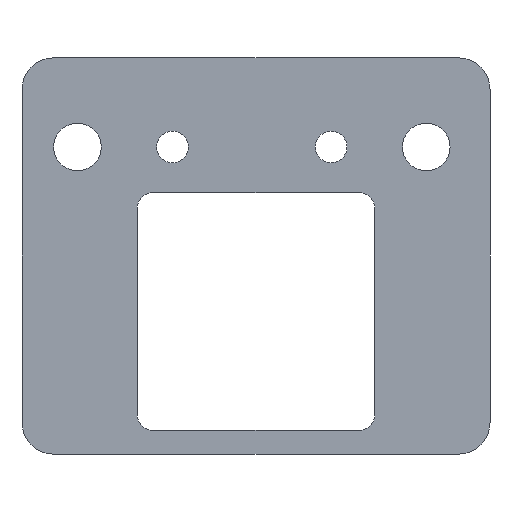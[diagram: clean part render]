
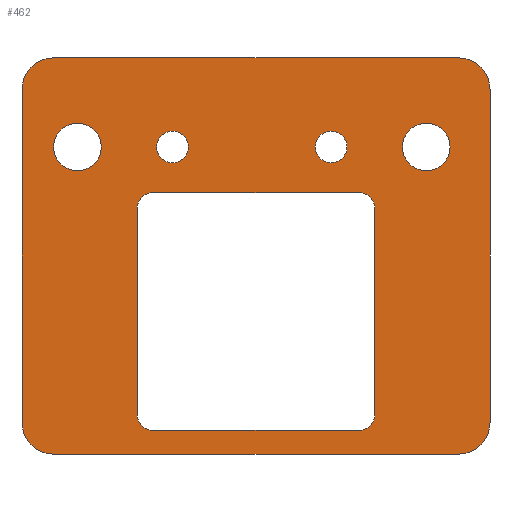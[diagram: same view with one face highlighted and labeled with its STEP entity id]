
A CAD part, front view. The second image highlights one B-rep face of the part: STEP entity #462.
In plain terms, the highlighted planar face has unit normal (0, -1, 0).
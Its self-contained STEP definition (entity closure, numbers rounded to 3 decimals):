
#20=FACE_BOUND('',#68,.T.);
#21=FACE_BOUND('',#69,.T.);
#22=FACE_BOUND('',#70,.T.);
#23=FACE_BOUND('',#71,.T.);
#24=FACE_BOUND('',#72,.T.);
#26=PLANE('',#528);
#40=FACE_OUTER_BOUND('',#67,.T.);
#67=EDGE_LOOP('',(#357,#358,#359,#360,#361,#362,#363,#364));
#68=EDGE_LOOP('',(#365,#366,#367,#368,#369,#370,#371,#372));
#69=EDGE_LOOP('',(#373,#374));
#70=EDGE_LOOP('',(#375,#376));
#71=EDGE_LOOP('',(#377,#378));
#72=EDGE_LOOP('',(#379,#380));
#101=LINE('',#776,#137);
#102=LINE('',#780,#138);
#103=LINE('',#784,#139);
#104=LINE('',#788,#140);
#105=LINE('',#792,#141);
#106=LINE('',#796,#142);
#107=LINE('',#800,#143);
#108=LINE('',#804,#144);
#137=VECTOR('',#627,1000.);
#138=VECTOR('',#630,1000.);
#139=VECTOR('',#633,1000.);
#140=VECTOR('',#636,1000.);
#141=VECTOR('',#639,1000.);
#142=VECTOR('',#642,1000.);
#143=VECTOR('',#645,1000.);
#144=VECTOR('',#648,1000.);
#161=CIRCLE('',#500,1.5);
#162=CIRCLE('',#501,1.5);
#165=CIRCLE('',#505,1.5);
#166=CIRCLE('',#506,1.5);
#170=CIRCLE('',#511,1.);
#171=CIRCLE('',#512,1.);
#174=CIRCLE('',#516,1.);
#175=CIRCLE('',#517,1.);
#185=CIRCLE('',#529,2.);
#186=CIRCLE('',#530,2.);
#187=CIRCLE('',#531,2.);
#188=CIRCLE('',#532,2.);
#189=CIRCLE('',#533,1.);
#190=CIRCLE('',#534,1.);
#191=CIRCLE('',#535,1.);
#192=CIRCLE('',#536,1.);
#193=VERTEX_POINT('',#701);
#194=VERTEX_POINT('',#702);
#197=VERTEX_POINT('',#711);
#198=VERTEX_POINT('',#712);
#203=VERTEX_POINT('',#724);
#204=VERTEX_POINT('',#726);
#207=VERTEX_POINT('',#734);
#208=VERTEX_POINT('',#736);
#225=VERTEX_POINT('',#774);
#226=VERTEX_POINT('',#775);
#227=VERTEX_POINT('',#777);
#228=VERTEX_POINT('',#779);
#229=VERTEX_POINT('',#781);
#230=VERTEX_POINT('',#783);
#231=VERTEX_POINT('',#785);
#232=VERTEX_POINT('',#787);
#233=VERTEX_POINT('',#790);
#234=VERTEX_POINT('',#791);
#235=VERTEX_POINT('',#793);
#236=VERTEX_POINT('',#795);
#237=VERTEX_POINT('',#797);
#238=VERTEX_POINT('',#799);
#239=VERTEX_POINT('',#801);
#240=VERTEX_POINT('',#803);
#241=EDGE_CURVE('',#193,#194,#161,.T.);
#242=EDGE_CURVE('',#194,#193,#162,.T.);
#246=EDGE_CURVE('',#197,#198,#165,.T.);
#247=EDGE_CURVE('',#198,#197,#166,.T.);
#253=EDGE_CURVE('',#204,#203,#170,.T.);
#254=EDGE_CURVE('',#203,#204,#171,.T.);
#258=EDGE_CURVE('',#208,#207,#174,.T.);
#259=EDGE_CURVE('',#207,#208,#175,.T.);
#277=EDGE_CURVE('',#225,#226,#101,.T.);
#278=EDGE_CURVE('',#225,#227,#185,.T.);
#279=EDGE_CURVE('',#228,#227,#102,.T.);
#280=EDGE_CURVE('',#228,#229,#186,.T.);
#281=EDGE_CURVE('',#230,#229,#103,.T.);
#282=EDGE_CURVE('',#230,#231,#187,.T.);
#283=EDGE_CURVE('',#232,#231,#104,.T.);
#284=EDGE_CURVE('',#232,#226,#188,.T.);
#285=EDGE_CURVE('',#233,#234,#105,.T.);
#286=EDGE_CURVE('',#233,#235,#189,.T.);
#287=EDGE_CURVE('',#236,#235,#106,.T.);
#288=EDGE_CURVE('',#236,#237,#190,.T.);
#289=EDGE_CURVE('',#238,#237,#107,.T.);
#290=EDGE_CURVE('',#238,#239,#191,.T.);
#291=EDGE_CURVE('',#240,#239,#108,.T.);
#292=EDGE_CURVE('',#240,#234,#192,.T.);
#357=ORIENTED_EDGE('',*,*,#277,.F.);
#358=ORIENTED_EDGE('',*,*,#278,.T.);
#359=ORIENTED_EDGE('',*,*,#279,.F.);
#360=ORIENTED_EDGE('',*,*,#280,.T.);
#361=ORIENTED_EDGE('',*,*,#281,.F.);
#362=ORIENTED_EDGE('',*,*,#282,.T.);
#363=ORIENTED_EDGE('',*,*,#283,.F.);
#364=ORIENTED_EDGE('',*,*,#284,.T.);
#365=ORIENTED_EDGE('',*,*,#285,.F.);
#366=ORIENTED_EDGE('',*,*,#286,.T.);
#367=ORIENTED_EDGE('',*,*,#287,.F.);
#368=ORIENTED_EDGE('',*,*,#288,.T.);
#369=ORIENTED_EDGE('',*,*,#289,.F.);
#370=ORIENTED_EDGE('',*,*,#290,.T.);
#371=ORIENTED_EDGE('',*,*,#291,.F.);
#372=ORIENTED_EDGE('',*,*,#292,.T.);
#373=ORIENTED_EDGE('',*,*,#258,.T.);
#374=ORIENTED_EDGE('',*,*,#259,.T.);
#375=ORIENTED_EDGE('',*,*,#253,.T.);
#376=ORIENTED_EDGE('',*,*,#254,.T.);
#377=ORIENTED_EDGE('',*,*,#241,.T.);
#378=ORIENTED_EDGE('',*,*,#242,.T.);
#379=ORIENTED_EDGE('',*,*,#246,.T.);
#380=ORIENTED_EDGE('',*,*,#247,.T.);
#462=ADVANCED_FACE('',(#40,#20,#21,#22,#23,#24),#26,.T.);
#500=AXIS2_PLACEMENT_3D('',#703,#557,#558);
#501=AXIS2_PLACEMENT_3D('',#704,#559,#560);
#505=AXIS2_PLACEMENT_3D('',#713,#568,#569);
#506=AXIS2_PLACEMENT_3D('',#714,#570,#571);
#511=AXIS2_PLACEMENT_3D('',#727,#582,#583);
#512=AXIS2_PLACEMENT_3D('',#728,#584,#585);
#516=AXIS2_PLACEMENT_3D('',#737,#593,#594);
#517=AXIS2_PLACEMENT_3D('',#738,#595,#596);
#528=AXIS2_PLACEMENT_3D('',#773,#625,#626);
#529=AXIS2_PLACEMENT_3D('',#778,#628,#629);
#530=AXIS2_PLACEMENT_3D('',#782,#631,#632);
#531=AXIS2_PLACEMENT_3D('',#786,#634,#635);
#532=AXIS2_PLACEMENT_3D('',#789,#637,#638);
#533=AXIS2_PLACEMENT_3D('',#794,#640,#641);
#534=AXIS2_PLACEMENT_3D('',#798,#643,#644);
#535=AXIS2_PLACEMENT_3D('',#802,#646,#647);
#536=AXIS2_PLACEMENT_3D('',#805,#649,#650);
#557=DIRECTION('center_axis',(0.,1.,0.));
#558=DIRECTION('ref_axis',(0.,0.,1.));
#559=DIRECTION('center_axis',(0.,1.,0.));
#560=DIRECTION('ref_axis',(0.,0.,1.));
#568=DIRECTION('center_axis',(0.,1.,0.));
#569=DIRECTION('ref_axis',(0.,0.,1.));
#570=DIRECTION('center_axis',(0.,1.,0.));
#571=DIRECTION('ref_axis',(0.,0.,1.));
#582=DIRECTION('center_axis',(0.,1.,0.));
#583=DIRECTION('ref_axis',(0.,0.,1.));
#584=DIRECTION('center_axis',(0.,1.,0.));
#585=DIRECTION('ref_axis',(0.,0.,1.));
#593=DIRECTION('center_axis',(0.,1.,0.));
#594=DIRECTION('ref_axis',(0.,0.,1.));
#595=DIRECTION('center_axis',(0.,1.,0.));
#596=DIRECTION('ref_axis',(0.,0.,1.));
#625=DIRECTION('center_axis',(0.,-1.,0.));
#626=DIRECTION('ref_axis',(0.,0.,-1.));
#627=DIRECTION('',(-1.,0.,0.));
#628=DIRECTION('center_axis',(0.,-1.,0.));
#629=DIRECTION('ref_axis',(0.,0.,-1.));
#630=DIRECTION('',(0.,0.,-1.));
#631=DIRECTION('center_axis',(0.,-1.,0.));
#632=DIRECTION('ref_axis',(0.,0.,-1.));
#633=DIRECTION('',(1.,0.,0.));
#634=DIRECTION('center_axis',(0.,-1.,0.));
#635=DIRECTION('ref_axis',(0.,0.,-1.));
#636=DIRECTION('',(0.,0.,1.));
#637=DIRECTION('center_axis',(0.,-1.,0.));
#638=DIRECTION('ref_axis',(0.,0.,-1.));
#639=DIRECTION('',(0.,0.,1.));
#640=DIRECTION('center_axis',(0.,1.,0.));
#641=DIRECTION('ref_axis',(0.,0.,-1.));
#642=DIRECTION('',(1.,0.,0.));
#643=DIRECTION('center_axis',(0.,1.,0.));
#644=DIRECTION('ref_axis',(0.,0.,-1.));
#645=DIRECTION('',(0.,0.,-1.));
#646=DIRECTION('center_axis',(0.,1.,0.));
#647=DIRECTION('ref_axis',(0.,0.,-1.));
#648=DIRECTION('',(-1.,0.,0.));
#649=DIRECTION('center_axis',(0.,1.,0.));
#650=DIRECTION('ref_axis',(0.,0.,-1.));
#701=CARTESIAN_POINT('',(18.5,0.,-1.));
#702=CARTESIAN_POINT('',(18.5,0.,-4.));
#703=CARTESIAN_POINT('Origin',(18.5,0.,-2.5));
#704=CARTESIAN_POINT('Origin',(18.5,0.,-2.5));
#711=CARTESIAN_POINT('',(-3.5,0.,-1.));
#712=CARTESIAN_POINT('',(-3.5,0.,-4.));
#713=CARTESIAN_POINT('Origin',(-3.5,0.,-2.5));
#714=CARTESIAN_POINT('Origin',(-3.5,0.,-2.5));
#724=CARTESIAN_POINT('',(12.5,0.,-1.5));
#726=CARTESIAN_POINT('',(12.5,0.,-3.5));
#727=CARTESIAN_POINT('Origin',(12.5,0.,-2.5));
#728=CARTESIAN_POINT('Origin',(12.5,0.,-2.5));
#734=CARTESIAN_POINT('',(2.5,0.,-1.5));
#736=CARTESIAN_POINT('',(2.5,0.,-3.5));
#737=CARTESIAN_POINT('Origin',(2.5,0.,-2.5));
#738=CARTESIAN_POINT('Origin',(2.5,0.,-2.5));
#773=CARTESIAN_POINT('Origin',(0.,0.,0.));
#774=CARTESIAN_POINT('',(20.52,0.,-21.875));
#775=CARTESIAN_POINT('',(-5.,0.,-21.875));
#776=CARTESIAN_POINT('',(-7.,0.,-21.875));
#777=CARTESIAN_POINT('',(22.52,0.,-19.875));
#778=CARTESIAN_POINT('Origin',(20.52,0.,-19.875));
#779=CARTESIAN_POINT('',(22.52,0.,1.125));
#780=CARTESIAN_POINT('',(22.52,0.,3.125));
#781=CARTESIAN_POINT('',(20.52,0.,3.125));
#782=CARTESIAN_POINT('Origin',(20.52,0.,1.125));
#783=CARTESIAN_POINT('',(-5.,0.,3.125));
#784=CARTESIAN_POINT('',(-7.,0.,3.125));
#785=CARTESIAN_POINT('',(-7.,0.,1.125));
#786=CARTESIAN_POINT('Origin',(-5.,0.,1.125));
#787=CARTESIAN_POINT('',(-7.,0.,-19.875));
#788=CARTESIAN_POINT('',(-7.,0.,3.125));
#789=CARTESIAN_POINT('Origin',(-5.,0.,-19.875));
#790=CARTESIAN_POINT('',(15.26,0.,-19.375));
#791=CARTESIAN_POINT('',(15.26,0.,-6.375));
#792=CARTESIAN_POINT('',(15.26,0.,0.));
#793=CARTESIAN_POINT('',(14.26,0.,-20.375));
#794=CARTESIAN_POINT('Origin',(14.26,0.,-19.375));
#795=CARTESIAN_POINT('',(1.26,0.,-20.375));
#796=CARTESIAN_POINT('',(0.,0.,-20.375));
#797=CARTESIAN_POINT('',(0.26,0.,-19.375));
#798=CARTESIAN_POINT('Origin',(1.26,0.,-19.375));
#799=CARTESIAN_POINT('',(0.26,0.,-6.375));
#800=CARTESIAN_POINT('',(0.26,0.,0.));
#801=CARTESIAN_POINT('',(1.26,0.,-5.375));
#802=CARTESIAN_POINT('Origin',(1.26,0.,-6.375));
#803=CARTESIAN_POINT('',(14.26,0.,-5.375));
#804=CARTESIAN_POINT('',(0.,0.,-5.375));
#805=CARTESIAN_POINT('Origin',(14.26,0.,-6.375));
